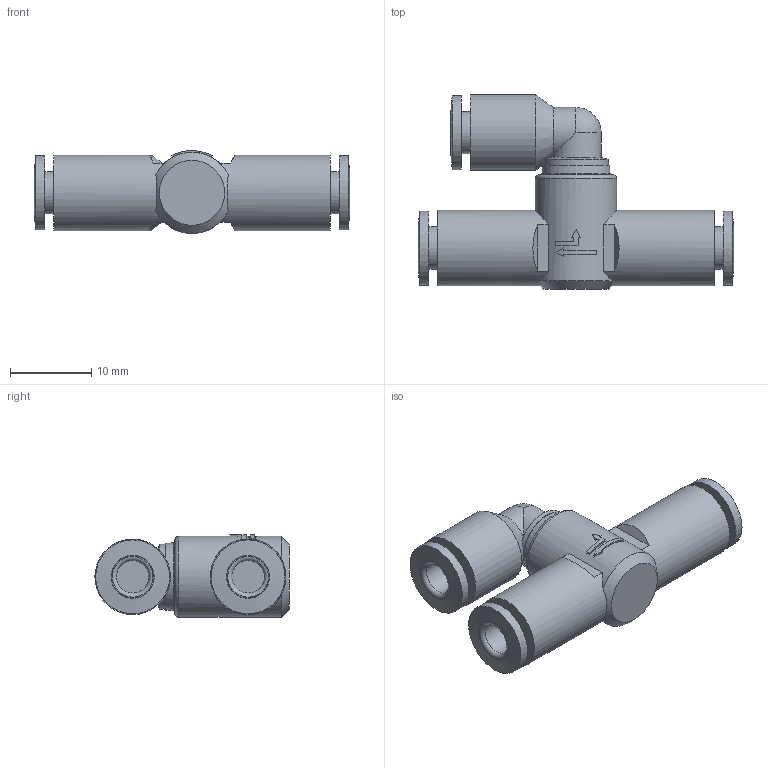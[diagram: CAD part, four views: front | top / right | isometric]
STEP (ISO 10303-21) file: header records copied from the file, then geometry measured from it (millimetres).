
FILE_DESCRIPTION(/* description */ (''),/* implementation_level */ '2;1');
FILE_NAME(/* name */ 'MEVS 04.stp',/* time_stamp */ '2019-12-30T14:51:56+09:00',/* author */ ('DIAMOND'),/* organization */ (''),/* preprocessor_version */ 'ST-DEVELOPER v15.6',/* originating_system */ 'Autodesk Inventor 2015',/* authorisation */ '');
FILE_SCHEMA (('AUTOMOTIVE_DESIGN { 1 0 10303 214 3 1 1 }'));
Length unit declared in the file: millimetre
Products named in the file (1): MEVS 04
Bounding box: 38.8 x 23.9 x 10.2 mm (x, y, z)
Volume: 3517.8 mm3; surface area: 2723.4 mm2
Topology: 1 solids, 1 shells, 74 faces, 166 edges, 106 vertices
Faces by surface type: plane 39, cylinder 18, torus 9, cone 7, sphere 1
Full cylindrical faces by diameter (mm): 4 x3, 5.2 x3, 8 x1, 9.1 x3, 9.3 x3, 10 x1
Entity records: 1960 total; most frequent: CARTESIAN_POINT 408, DIRECTION 338, ORIENTED_EDGE 258, AXIS2_PLACEMENT_3D 147, EDGE_CURVE 129, EDGE_LOOP 116, VERTEX_POINT 99, FACE_OUTER_BOUND 74
